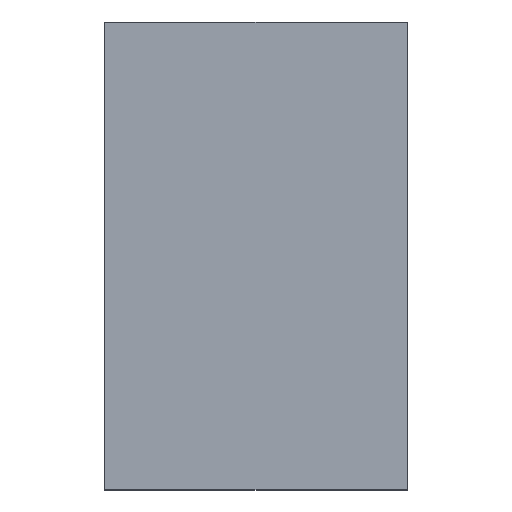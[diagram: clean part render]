
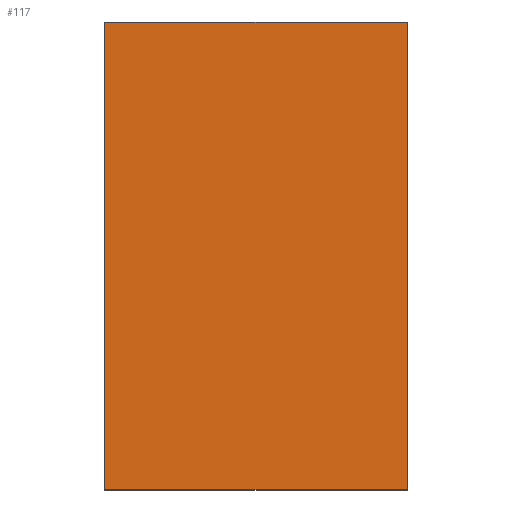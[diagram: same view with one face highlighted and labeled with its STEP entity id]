
A CAD part, top view. The second image highlights one B-rep face of the part: STEP entity #117.
In plain terms, the highlighted planar face has unit normal (0, 0, 1).
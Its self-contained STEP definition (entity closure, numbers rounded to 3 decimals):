
#17=LINE('',#190,#29);
#20=LINE('',#196,#32);
#23=LINE('',#202,#35);
#26=LINE('',#206,#38);
#29=VECTOR('',#158,10.);
#32=VECTOR('',#163,10.);
#35=VECTOR('',#168,10.);
#38=VECTOR('',#173,10.);
#43=PLANE('',#146);
#52=FACE_OUTER_BOUND('',#59,.T.);
#59=EDGE_LOOP('',(#79,#80,#81,#82));
#79=ORIENTED_EDGE('',*,*,#99,.T.);
#80=ORIENTED_EDGE('',*,*,#96,.T.);
#81=ORIENTED_EDGE('',*,*,#93,.T.);
#82=ORIENTED_EDGE('',*,*,#90,.T.);
#90=EDGE_CURVE('',#105,#104,#17,.T.);
#93=EDGE_CURVE('',#107,#105,#20,.T.);
#96=EDGE_CURVE('',#109,#107,#23,.T.);
#99=EDGE_CURVE('',#104,#109,#26,.T.);
#104=VERTEX_POINT('',#187);
#105=VERTEX_POINT('',#189);
#107=VERTEX_POINT('',#195);
#109=VERTEX_POINT('',#201);
#117=ADVANCED_FACE('',(#52),#43,.T.);
#146=AXIS2_PLACEMENT_3D('',#207,#174,#175);
#158=DIRECTION('',(0.,-1.,0.));
#163=DIRECTION('',(-1.,0.,0.));
#168=DIRECTION('',(0.,1.,0.));
#173=DIRECTION('',(1.,0.,0.));
#174=DIRECTION('center_axis',(0.,0.,1.));
#175=DIRECTION('ref_axis',(1.,0.,0.));
#187=CARTESIAN_POINT('',(-275.,-425.,118.1));
#189=CARTESIAN_POINT('',(-275.,425.,118.1));
#190=CARTESIAN_POINT('',(-275.,425.,118.1));
#195=CARTESIAN_POINT('',(275.,425.,118.1));
#196=CARTESIAN_POINT('',(275.,425.,118.1));
#201=CARTESIAN_POINT('',(275.,-425.,118.1));
#202=CARTESIAN_POINT('',(275.,-425.,118.1));
#206=CARTESIAN_POINT('',(-275.,-425.,118.1));
#207=CARTESIAN_POINT('Origin',(0.,0.,118.1));
